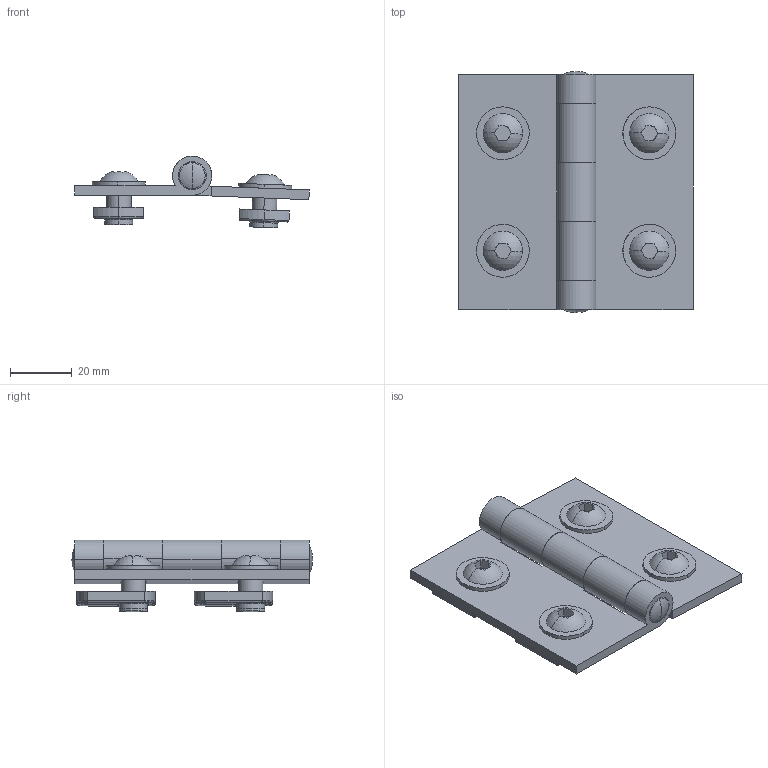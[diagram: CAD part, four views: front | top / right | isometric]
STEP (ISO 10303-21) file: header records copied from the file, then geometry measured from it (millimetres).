
FILE_DESCRIPTION (( 'STEP AP203' ), '1' );
FILE_NAME ('655082.SLDASM.step', '2003-10-13T11:35:30', ( 'Jerry Winters' ), ( 'GoEngineer' ), 'SwSTEP 2.0', 'SolidWorks 2003174', '' );
FILE_SCHEMA (( 'CONFIG_CONTROL_DESIGN' ));
Length unit declared in the file: inch
Products named in the file (7): 655082.SLDASM; 655081pin; 655081a; 655082b; 651128; 651097; FBHSCS_651135
Assembly tree (9 placements, depth 3):
  655082.SLDASM
    651128  x4
      651097
      FBHSCS_651135
    655081a
    655082b
    655081pin
Bounding box: 76.05 x 78.23 x 23.28 mm (x, y, z)
Volume: 34260.7 mm3; surface area: 26884.9 mm2
Topology: 11 solids, 11 shells, 204 faces, 472 edges, 302 vertices
Faces by surface type: cylinder 87, plane 85, torus 22, sphere 10
Entity records: 3888 total; most frequent: DIRECTION 583, CARTESIAN_POINT 538, ORIENTED_EDGE 490, EDGE_CURVE 245, AXIS2_PLACEMENT_3D 230, VERTEX_POINT 161, EDGE_LOOP 124, LINE 123
